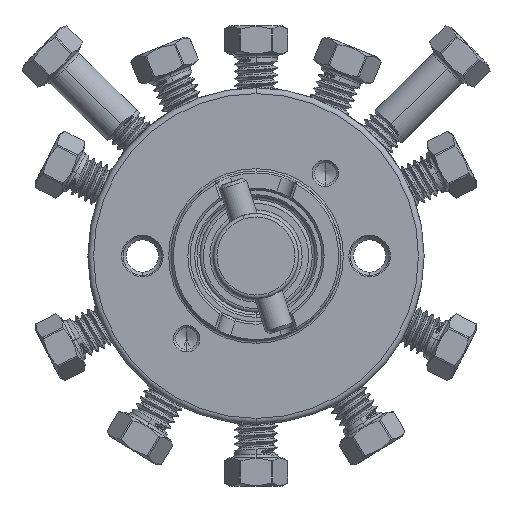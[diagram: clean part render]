
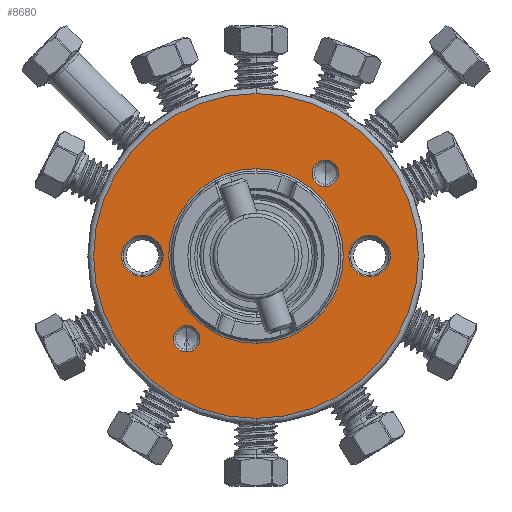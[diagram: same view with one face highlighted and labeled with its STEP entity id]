
A CAD part, front view. The second image highlights one B-rep face of the part: STEP entity #8680.
In plain terms, the highlighted planar face has unit normal (0, -1, 0).
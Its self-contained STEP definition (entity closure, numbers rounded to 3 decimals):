
#2339 = DIRECTION ( 'NONE',  ( 0., -1., 0. ) ) ;
#3554 = CIRCLE ( 'NONE', #77303, 2.324 ) ;
#3838 = AXIS2_PLACEMENT_3D ( 'NONE', #28311, #99307, #156426 ) ;
#5112 = DIRECTION ( 'NONE',  ( 0., 1., 0. ) ) ;
#5463 = CIRCLE ( 'NONE', #79007, 9.76 ) ;
#7378 = CARTESIAN_POINT ( 'NONE',  ( -7.755, 0., -9.242 ) ) ;
#8680 = ADVANCED_FACE ( 'NONE', ( #138953, #127849, #182352, #14501, #154613, #30140 ), #100216, .F. ) ;
#12458 = DIRECTION ( 'NONE',  ( 0., -1., 0. ) ) ;
#13798 = EDGE_CURVE ( 'NONE', #170761, #138905, #82661, .T. ) ;
#13887 = AXIS2_PLACEMENT_3D ( 'NONE', #104143, #45174, #60841 ) ;
#14104 = ORIENTED_EDGE ( 'NONE', *, *, #122993, .F. ) ;
#14501 = FACE_BOUND ( 'NONE', #124864, .T. ) ;
#17484 = ORIENTED_EDGE ( 'NONE', *, *, #136656, .T. ) ;
#22833 = CIRCLE ( 'NONE', #52209, 1.473 ) ;
#24913 = ORIENTED_EDGE ( 'NONE', *, *, #157495, .F. ) ;
#27709 = CARTESIAN_POINT ( 'NONE',  ( 0., 0., -18.161 ) ) ;
#28311 = CARTESIAN_POINT ( 'NONE',  ( -9.506, 0., 0. ) ) ;
#30127 = VERTEX_POINT ( 'NONE', #27709 ) ;
#30140 = FACE_BOUND ( 'NONE', #129792, .T. ) ;
#31348 = CARTESIAN_POINT ( 'NONE',  ( 0., 0., 18.161 ) ) ;
#36560 = DIRECTION ( 'NONE',  ( 0., 0., 1. ) ) ;
#37873 = EDGE_CURVE ( 'NONE', #85493, #169756, #140686, .T. ) ;
#40032 = DIRECTION ( 'NONE',  ( 0., 0., 1. ) ) ;
#42035 = VERTEX_POINT ( 'NONE', #134402 ) ;
#42145 = ORIENTED_EDGE ( 'NONE', *, *, #77008, .T. ) ;
#43873 = CARTESIAN_POINT ( 'NONE',  ( -7.755, 0., -9.242 ) ) ;
#45174 = DIRECTION ( 'NONE',  ( 0., -1., 0. ) ) ;
#45838 = VERTEX_POINT ( 'NONE', #117599 ) ;
#49140 = CIRCLE ( 'NONE', #13887, 1.473 ) ;
#49576 = ORIENTED_EDGE ( 'NONE', *, *, #122998, .F. ) ;
#49907 = DIRECTION ( 'NONE',  ( 0., -1., 0. ) ) ;
#51771 = CARTESIAN_POINT ( 'NONE',  ( -7.755, 0., -10.716 ) ) ;
#52209 = AXIS2_PLACEMENT_3D ( 'NONE', #7378, #90377, #91284 ) ;
#54369 = CIRCLE ( 'NONE', #151590, 2.324 ) ;
#60635 = EDGE_LOOP ( 'NONE', ( #17484, #86559 ) ) ;
#60820 = CARTESIAN_POINT ( 'NONE',  ( 0., 0., 9.76 ) ) ;
#60841 = DIRECTION ( 'NONE',  ( 0., 0., 1. ) ) ;
#65091 = EDGE_LOOP ( 'NONE', ( #42145, #99863 ) ) ;
#65961 = CARTESIAN_POINT ( 'NONE',  ( 7.755, 0., 7.769 ) ) ;
#68430 = EDGE_CURVE ( 'NONE', #118690, #45838, #72626, .T. ) ;
#68798 = AXIS2_PLACEMENT_3D ( 'NONE', #107239, #133990, #175542 ) ;
#69062 = CIRCLE ( 'NONE', #130973, 2.324 ) ;
#69297 = EDGE_CURVE ( 'NONE', #45838, #118690, #22833, .T. ) ;
#70284 = DIRECTION ( 'NONE',  ( 0., 0., -1. ) ) ;
#72260 = CARTESIAN_POINT ( 'NONE',  ( 12.7, 0., -2.324 ) ) ;
#72306 = CARTESIAN_POINT ( 'NONE',  ( -12.7, 0., 0. ) ) ;
#72626 = CIRCLE ( 'NONE', #154970, 1.473 ) ;
#73368 = DIRECTION ( 'NONE',  ( 0., 0., -1. ) ) ;
#77008 = EDGE_CURVE ( 'NONE', #30127, #79909, #82610, .T. ) ;
#77303 = AXIS2_PLACEMENT_3D ( 'NONE', #110037, #166309, #40032 ) ;
#77329 = ORIENTED_EDGE ( 'NONE', *, *, #170894, .F. ) ;
#79007 = AXIS2_PLACEMENT_3D ( 'NONE', #144317, #5112, #73368 ) ;
#79536 = ORIENTED_EDGE ( 'NONE', *, *, #13798, .F. ) ;
#79909 = VERTEX_POINT ( 'NONE', #31348 ) ;
#80188 = CARTESIAN_POINT ( 'NONE',  ( 0., 0., 0. ) ) ;
#81101 = DIRECTION ( 'NONE',  ( 0., 1., 0. ) ) ;
#82610 = CIRCLE ( 'NONE', #106145, 18.161 ) ;
#82661 = CIRCLE ( 'NONE', #135551, 1.473 ) ;
#83411 = DIRECTION ( 'NONE',  ( 0., 0., 1. ) ) ;
#85493 = VERTEX_POINT ( 'NONE', #60820 ) ;
#86559 = ORIENTED_EDGE ( 'NONE', *, *, #37873, .T. ) ;
#90377 = DIRECTION ( 'NONE',  ( 0., -1., 0. ) ) ;
#91284 = DIRECTION ( 'NONE',  ( 0., 0., 1. ) ) ;
#93687 = DIRECTION ( 'NONE',  ( 0., -1., 0. ) ) ;
#96803 = CIRCLE ( 'NONE', #170482, 2.324 ) ;
#99307 = DIRECTION ( 'NONE',  ( 0., 1., 0. ) ) ;
#99710 = ORIENTED_EDGE ( 'NONE', *, *, #119213, .F. ) ;
#99863 = ORIENTED_EDGE ( 'NONE', *, *, #155798, .T. ) ;
#100216 = PLANE ( 'NONE',  #3838 ) ;
#104143 = CARTESIAN_POINT ( 'NONE',  ( 7.755, 0., 9.242 ) ) ;
#106145 = AXIS2_PLACEMENT_3D ( 'NONE', #155091, #110882, #70284 ) ;
#106619 = CARTESIAN_POINT ( 'NONE',  ( 7.755, 0., 9.242 ) ) ;
#107239 = CARTESIAN_POINT ( 'NONE',  ( 0., 0., 0. ) ) ;
#110037 = CARTESIAN_POINT ( 'NONE',  ( 12.7, 0., 0. ) ) ;
#110882 = DIRECTION ( 'NONE',  ( 0., -1., 0. ) ) ;
#111764 = CARTESIAN_POINT ( 'NONE',  ( 0., 0., -9.76 ) ) ;
#113768 = DIRECTION ( 'NONE',  ( 0., 0., 1. ) ) ;
#114209 = AXIS2_PLACEMENT_3D ( 'NONE', #80188, #81101, #138207 ) ;
#115091 = VERTEX_POINT ( 'NONE', #136690 ) ;
#116655 = VERTEX_POINT ( 'NONE', #72260 ) ;
#117599 = CARTESIAN_POINT ( 'NONE',  ( -7.755, 0., -7.769 ) ) ;
#118690 = VERTEX_POINT ( 'NONE', #51771 ) ;
#119213 = EDGE_CURVE ( 'NONE', #116655, #125740, #3554, .T. ) ;
#122698 = DIRECTION ( 'NONE',  ( 0., 0., 1. ) ) ;
#122993 = EDGE_CURVE ( 'NONE', #42035, #115091, #54369, .T. ) ;
#122998 = EDGE_CURVE ( 'NONE', #115091, #42035, #69062, .T. ) ;
#124864 = EDGE_LOOP ( 'NONE', ( #79536, #24913 ) ) ;
#125740 = VERTEX_POINT ( 'NONE', #156672 ) ;
#127849 = FACE_OUTER_BOUND ( 'NONE', #65091, .T. ) ;
#129792 = EDGE_LOOP ( 'NONE', ( #14104, #49576 ) ) ;
#130973 = AXIS2_PLACEMENT_3D ( 'NONE', #169140, #12458, #113768 ) ;
#131996 = CARTESIAN_POINT ( 'NONE',  ( 7.755, 0., 10.716 ) ) ;
#133990 = DIRECTION ( 'NONE',  ( 0., -1., 0. ) ) ;
#134402 = CARTESIAN_POINT ( 'NONE',  ( -12.7, 0., 2.324 ) ) ;
#135551 = AXIS2_PLACEMENT_3D ( 'NONE', #106619, #93687, #36560 ) ;
#136656 = EDGE_CURVE ( 'NONE', #169756, #85493, #5463, .T. ) ;
#136676 = EDGE_LOOP ( 'NONE', ( #77329, #99710 ) ) ;
#136690 = CARTESIAN_POINT ( 'NONE',  ( -12.7, 0., -2.324 ) ) ;
#138207 = DIRECTION ( 'NONE',  ( 0., 0., -1. ) ) ;
#138905 = VERTEX_POINT ( 'NONE', #65961 ) ;
#138953 = FACE_BOUND ( 'NONE', #60635, .T. ) ;
#140686 = CIRCLE ( 'NONE', #114209, 9.76 ) ;
#144299 = DIRECTION ( 'NONE',  ( 0., 0., 1. ) ) ;
#144317 = CARTESIAN_POINT ( 'NONE',  ( 0., 0., 0. ) ) ;
#145405 = CIRCLE ( 'NONE', #68798, 18.161 ) ;
#151590 = AXIS2_PLACEMENT_3D ( 'NONE', #72306, #152530, #83411 ) ;
#152530 = DIRECTION ( 'NONE',  ( 0., -1., 0. ) ) ;
#154613 = FACE_BOUND ( 'NONE', #136676, .T. ) ;
#154970 = AXIS2_PLACEMENT_3D ( 'NONE', #43873, #2339, #144299 ) ;
#155091 = CARTESIAN_POINT ( 'NONE',  ( 0., 0., 0. ) ) ;
#155798 = EDGE_CURVE ( 'NONE', #79909, #30127, #145405, .T. ) ;
#156426 = DIRECTION ( 'NONE',  ( 0., 0., -1. ) ) ;
#156672 = CARTESIAN_POINT ( 'NONE',  ( 12.7, 0., 2.324 ) ) ;
#157495 = EDGE_CURVE ( 'NONE', #138905, #170761, #49140, .T. ) ;
#164044 = ORIENTED_EDGE ( 'NONE', *, *, #69297, .F. ) ;
#166309 = DIRECTION ( 'NONE',  ( 0., -1., 0. ) ) ;
#169140 = CARTESIAN_POINT ( 'NONE',  ( -12.7, 0., 0. ) ) ;
#169756 = VERTEX_POINT ( 'NONE', #111764 ) ;
#170482 = AXIS2_PLACEMENT_3D ( 'NONE', #176254, #49907, #122698 ) ;
#170761 = VERTEX_POINT ( 'NONE', #131996 ) ;
#170894 = EDGE_CURVE ( 'NONE', #125740, #116655, #96803, .T. ) ;
#171035 = EDGE_LOOP ( 'NONE', ( #164044, #174918 ) ) ;
#174918 = ORIENTED_EDGE ( 'NONE', *, *, #68430, .F. ) ;
#175542 = DIRECTION ( 'NONE',  ( 0., 0., -1. ) ) ;
#176254 = CARTESIAN_POINT ( 'NONE',  ( 12.7, 0., 0. ) ) ;
#182352 = FACE_BOUND ( 'NONE', #171035, .T. ) ;
